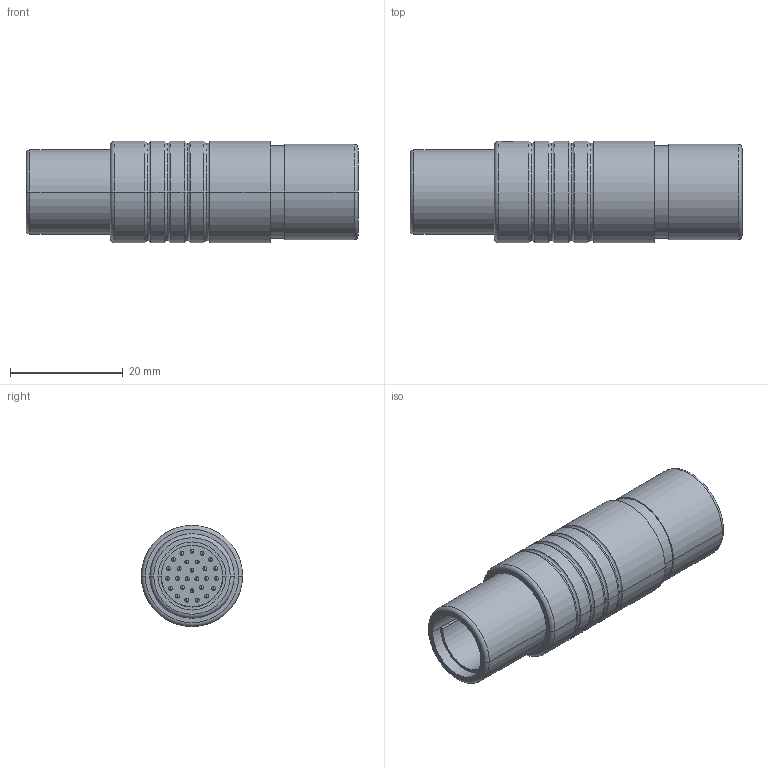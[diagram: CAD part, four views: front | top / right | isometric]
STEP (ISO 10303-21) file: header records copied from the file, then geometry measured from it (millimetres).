
FILE_DESCRIPTION((''),'2;1');
FILE_NAME('S13F1C-P27M','2023-04-06T12:29:28',('RTrager'),(''),'CREO PARAMETRIC BY PTC INC, 2022014','CREO PARAMETRIC BY PTC INC, 2022014','');
FILE_SCHEMA(('AP242_MANAGED_MODEL_BASED_3D_ENGINEERING_MIM_LF { 1 0 10303 442 1 1 4 }'));
Length unit declared in the file: millimetre
Products named in the file (1): S13F1C-P27M
Bounding box: 59 x 18 x 18 mm (x, y, z)
Volume: 8816.2 mm3; surface area: 6340.1 mm2
Topology: 1 solids, 1 shells, 414 faces, 1044 edges, 639 vertices
Faces by surface type: cylinder 245, plane 66, sphere 54, torus 41, cone 8
Entity records: 20758 total; most frequent: CARTESIAN_POINT 3324, DIRECTION 2270, ORIENTED_EDGE 1980, PRESENTATION_STYLE_ASSIGNMENT 1354, STYLED_ITEM 994, CURVE_STYLE 990, EDGE_CURVE 990, AXIS2_PLACEMENT_3D 978
